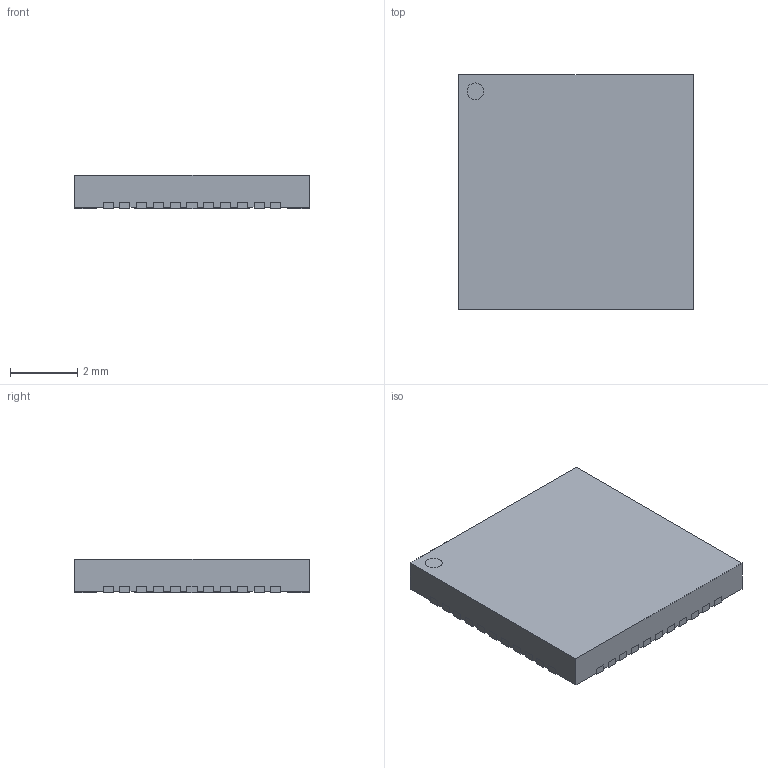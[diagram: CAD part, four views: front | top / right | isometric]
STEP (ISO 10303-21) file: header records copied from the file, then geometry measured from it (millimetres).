
FILE_DESCRIPTION((''),'2;1');
FILE_NAME('QFN50P700X700X100-45N-S340.stp','2015-09-17T15:43:39',(''),(''),'Mechanical Desktop 2011','Mechanical Desktop 2011',', , ');
FILE_SCHEMA(('AUTOMOTIVE_DESIGN { 1 2 10303 214 1 1 1 1 }'));
Length unit declared in the file: millimetre
Products named in the file (1): Product
Bounding box: 7 x 7 x 1 mm (x, y, z)
Volume: 47.5 mm3; surface area: 188.6 mm2
Topology: 47 solids, 47 shells, 459 faces, 1092 edges, 728 vertices
Faces by surface type: plane 266, bspline 134, cylinder 59
Entity records: 13592 total; most frequent: CARTESIAN_POINT 3144, ORIENTED_EDGE 2184, DIRECTION 1928, EDGE_CURVE 1092, VECTOR 908, LINE 908, VERTEX_POINT 728, AXIS2_PLACEMENT_3D 510
